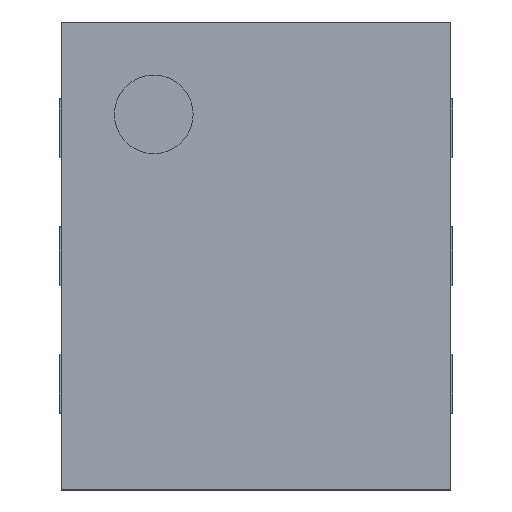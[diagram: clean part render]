
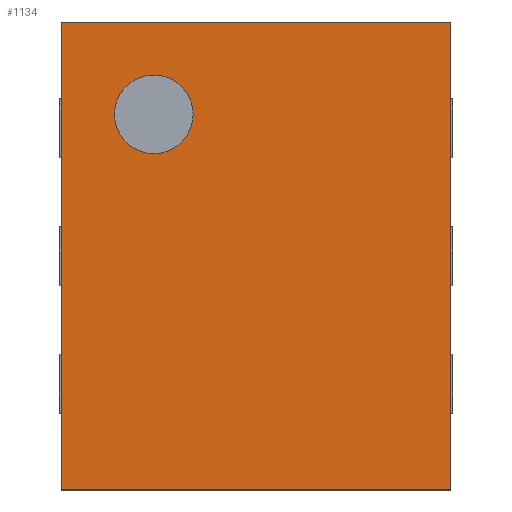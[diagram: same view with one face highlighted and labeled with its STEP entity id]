
A CAD part, top view. The second image highlights one B-rep face of the part: STEP entity #1134.
In plain terms, the highlighted planar face has unit normal (0, 0, 1).
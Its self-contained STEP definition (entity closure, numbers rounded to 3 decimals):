
#418 = VERTEX_POINT('',#419);
#419 = CARTESIAN_POINT('',(-1.19,0.99,0.67));
#425 = EDGE_CURVE('',#418,#426,#428,.T.);
#426 = VERTEX_POINT('',#427);
#427 = CARTESIAN_POINT('',(1.19,0.99,0.67));
#428 = LINE('',#429,#430);
#429 = CARTESIAN_POINT('',(-1.19,0.99,0.67));
#430 = VECTOR('',#431,1.);
#431 = DIRECTION('',(1.,0.,0.));
#515 = VERTEX_POINT('',#516);
#516 = CARTESIAN_POINT('',(-1.19,-0.99,0.67));
#524 = EDGE_CURVE('',#515,#418,#525,.T.);
#525 = LINE('',#526,#527);
#526 = CARTESIAN_POINT('',(-1.19,-0.99,0.67));
#527 = VECTOR('',#528,1.);
#528 = DIRECTION('',(0.,1.,0.));
#540 = EDGE_CURVE('',#515,#541,#543,.T.);
#541 = VERTEX_POINT('',#542);
#542 = CARTESIAN_POINT('',(1.19,-0.99,0.67));
#543 = LINE('',#544,#545);
#544 = CARTESIAN_POINT('',(-1.19,-0.99,0.67));
#545 = VECTOR('',#546,1.);
#546 = DIRECTION('',(1.,0.,0.));
#1124 = EDGE_CURVE('',#541,#426,#1125,.T.);
#1125 = LINE('',#1126,#1127);
#1126 = CARTESIAN_POINT('',(1.19,-0.99,0.67));
#1127 = VECTOR('',#1128,1.);
#1128 = DIRECTION('',(0.,1.,0.));
#1134 = ADVANCED_FACE('',(#1135,#1141),#1152,.T.);
#1135 = FACE_BOUND('',#1136,.T.);
#1136 = EDGE_LOOP('',(#1137,#1138,#1139,#1140));
#1137 = ORIENTED_EDGE('',*,*,#524,.F.);
#1138 = ORIENTED_EDGE('',*,*,#540,.T.);
#1139 = ORIENTED_EDGE('',*,*,#1124,.T.);
#1140 = ORIENTED_EDGE('',*,*,#425,.F.);
#1141 = FACE_BOUND('',#1142,.T.);
#1142 = EDGE_LOOP('',(#1143));
#1143 = ORIENTED_EDGE('',*,*,#1144,.T.);
#1144 = EDGE_CURVE('',#1145,#1145,#1147,.T.);
#1145 = VERTEX_POINT('',#1146);
#1146 = CARTESIAN_POINT('',(-0.52,-0.52,0.67));
#1147 = CIRCLE('',#1148,0.2);
#1148 = AXIS2_PLACEMENT_3D('',#1149,#1150,#1151);
#1149 = CARTESIAN_POINT('',(-0.72,-0.52,0.67));
#1150 = DIRECTION('',(0.,0.,-1.));
#1151 = DIRECTION('',(1.,0.,0.));
#1152 = PLANE('',#1153);
#1153 = AXIS2_PLACEMENT_3D('',#1154,#1155,#1156);
#1154 = CARTESIAN_POINT('',(-1.19,-0.99,0.67));
#1155 = DIRECTION('',(0.,0.,1.));
#1156 = DIRECTION('',(1.,0.,0.));
